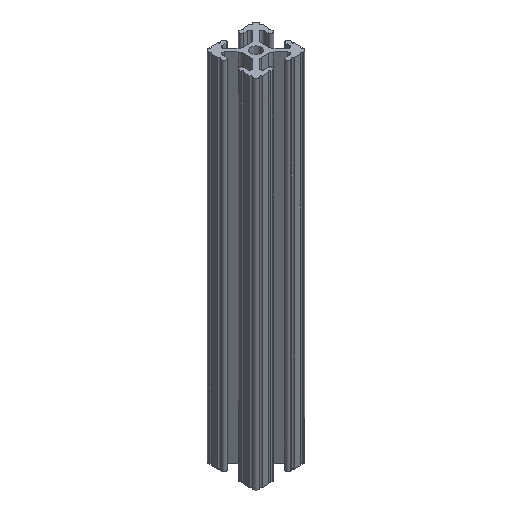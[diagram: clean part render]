
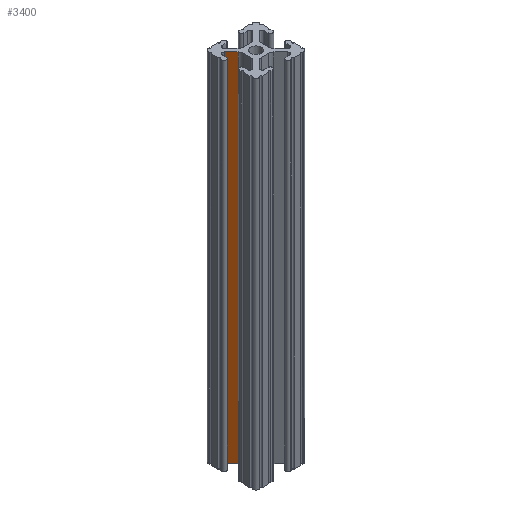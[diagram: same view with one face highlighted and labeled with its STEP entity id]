
A CAD part, isometric view. The second image highlights one B-rep face of the part: STEP entity #3400.
In plain terms, the highlighted planar face has unit normal (-0.707, -0.707, 0).
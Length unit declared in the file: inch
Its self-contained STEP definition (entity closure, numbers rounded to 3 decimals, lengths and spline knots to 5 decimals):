
#19 = DIRECTION ( 'NONE',  ( 0., 0., 1. ) ) ;
#613 = FACE_OUTER_BOUND ( 'NONE', #1767, .T. ) ;
#700 = VERTEX_POINT ( 'NONE', #2220 ) ;
#721 = DIRECTION ( 'NONE',  ( 0.707, -0.707, 0. ) ) ;
#892 = DIRECTION ( 'NONE',  ( 0.707, -0.707, 0. ) ) ;
#973 = CARTESIAN_POINT ( 'NONE',  ( -0.20729, 0.14577, 0. ) ) ;
#1032 = LINE ( 'NONE', #1484, #1367 ) ;
#1119 = VECTOR ( 'NONE', #2269, 39.37008 ) ;
#1142 = PLANE ( 'NONE',  #2533 ) ;
#1190 = VERTEX_POINT ( 'NONE', #973 ) ;
#1216 = ORIENTED_EDGE ( 'NONE', *, *, #2587, .T. ) ;
#1367 = VECTOR ( 'NONE', #3130, 39.37008 ) ;
#1465 = CARTESIAN_POINT ( 'NONE',  ( -0.03076, -0.03076, 7. ) ) ;
#1477 = ORIENTED_EDGE ( 'NONE', *, *, #2031, .F. ) ;
#1484 = CARTESIAN_POINT ( 'NONE',  ( -0.3412, 0.27968, 0. ) ) ;
#1584 = LINE ( 'NONE', #2400, #2089 ) ;
#1735 = VERTEX_POINT ( 'NONE', #1806 ) ;
#1767 = EDGE_LOOP ( 'NONE', ( #1216, #2165, #1477, #2756 ) ) ;
#1770 = CARTESIAN_POINT ( 'NONE',  ( -0.03076, -0.03076, 0. ) ) ;
#1806 = CARTESIAN_POINT ( 'NONE',  ( -0.20729, 0.14577, 7. ) ) ;
#1849 = EDGE_CURVE ( 'NONE', #3371, #700, #1032, .T. ) ;
#2031 = EDGE_CURVE ( 'NONE', #700, #1735, #2788, .T. ) ;
#2089 = VECTOR ( 'NONE', #19, 39.37008 ) ;
#2165 = ORIENTED_EDGE ( 'NONE', *, *, #3289, .T. ) ;
#2220 = CARTESIAN_POINT ( 'NONE',  ( -0.3412, 0.27968, 7. ) ) ;
#2269 = DIRECTION ( 'NONE',  ( 0.707, -0.707, 0. ) ) ;
#2400 = CARTESIAN_POINT ( 'NONE',  ( -0.20729, 0.14577, 7. ) ) ;
#2458 = VECTOR ( 'NONE', #721, 39.37008 ) ;
#2469 = CARTESIAN_POINT ( 'NONE',  ( -0.3412, 0.27968, 0. ) ) ;
#2533 = AXIS2_PLACEMENT_3D ( 'NONE', #2717, #2979, #892 ) ;
#2587 = EDGE_CURVE ( 'NONE', #3371, #1190, #2614, .T. ) ;
#2614 = LINE ( 'NONE', #1770, #2458 ) ;
#2717 = CARTESIAN_POINT ( 'NONE',  ( -0.03076, -0.03076, 0. ) ) ;
#2756 = ORIENTED_EDGE ( 'NONE', *, *, #1849, .F. ) ;
#2788 = LINE ( 'NONE', #1465, #1119 ) ;
#2979 = DIRECTION ( 'NONE',  ( -0.707, -0.707, 0. ) ) ;
#3130 = DIRECTION ( 'NONE',  ( 0., 0., 1. ) ) ;
#3289 = EDGE_CURVE ( 'NONE', #1190, #1735, #1584, .T. ) ;
#3371 = VERTEX_POINT ( 'NONE', #2469 ) ;
#3400 = ADVANCED_FACE ( 'NONE', ( #613 ), #1142, .T. ) ;
